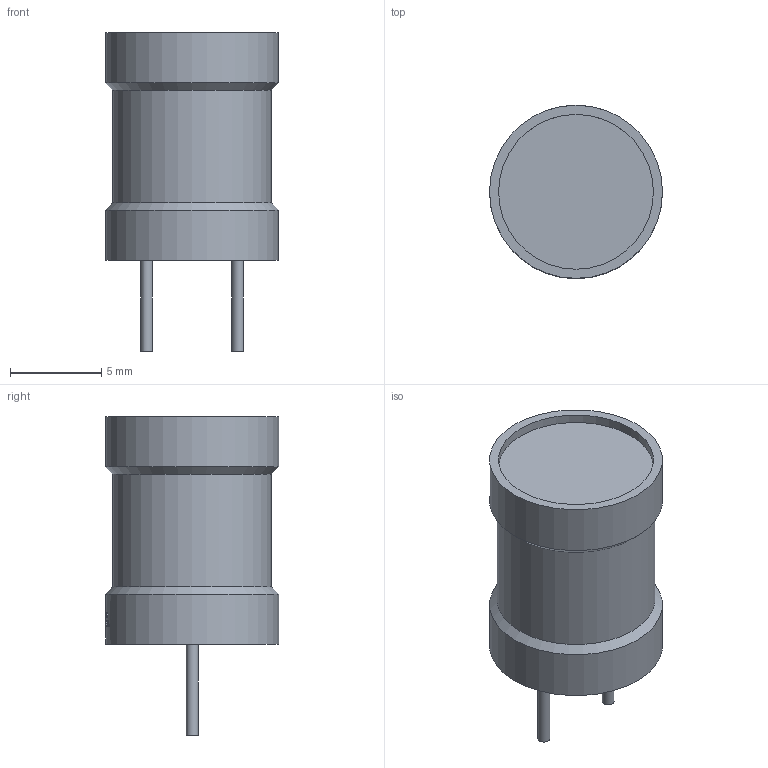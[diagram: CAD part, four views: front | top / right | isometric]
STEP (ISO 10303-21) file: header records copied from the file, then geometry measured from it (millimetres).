
FILE_DESCRIPTION(/* description */ (''),/* implementation_level */ '2;1');
FILE_NAME(/* name */ 'L.step',/* time_stamp */ '2022-10-03T19:27:21+08:00',/* author */ (''),/* organization */ (''),/* preprocessor_version */ 'ST-DEVELOPER v19',/* originating_system */ 'Autodesk Translation Framework v11.7.0.108',/* authorisation */ '');
FILE_SCHEMA (('AUTOMOTIVE_DESIGN { 1 0 10303 214 3 1 1 }'));
Length unit declared in the file: millimetre
Products named in the file (3): L2; IND-TH_BD9.5-P5.00-D0.7; SOLID (4)
Assembly tree (2 placements, depth 3):
  L2
    IND-TH_BD9.5-P5.00-D0.7
      SOLID (4)
Bounding box: 9.5 x 9.51 x 17.5 mm (x, y, z)
Volume: 673.3 mm3; surface area: 603 mm2
Topology: 1 solids, 1 shells, 298 faces, 802 edges, 534 vertices
Faces by surface type: plane 133, bspline 133, cylinder 28, torus 2, cone 2
Full cylindrical faces by diameter (mm): 0.65 x2, 8.5 x2, 8.7 x1, 9.5 x2
Entity records: 15862 total; most frequent: CARTESIAN_POINT 8650, ORIENTED_EDGE 1604, DIRECTION 1083, EDGE_CURVE 802, VERTEX_POINT 534, LINE 407, VECTOR 407, AXIS2_PLACEMENT_3D 338
